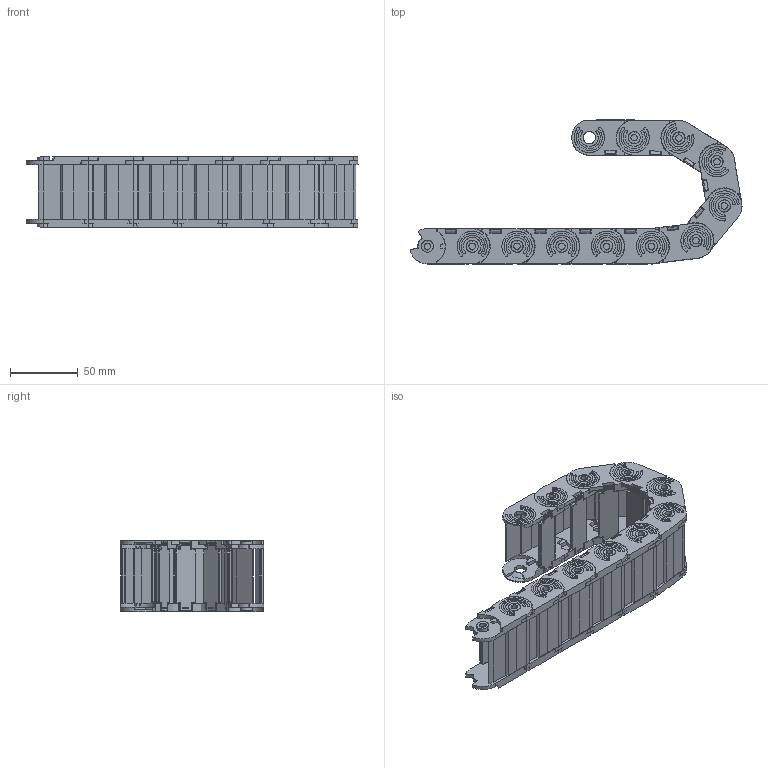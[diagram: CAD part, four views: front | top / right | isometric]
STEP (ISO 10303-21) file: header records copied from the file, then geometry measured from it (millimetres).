
FILE_DESCRIPTION (( 'STEP AP214' ), '1' );
FILE_NAME ('CK20-Y040-R040-J.STEP', '2019-09-02T13:28:19', ( '' ), ( '' ), 'SwSTEP 2.0', 'SolidWorks 2017', '' );
FILE_SCHEMA (( 'AUTOMOTIVE_DESIGN' ));
Length unit declared in the file: millimetre
Products named in the file (2): CK20-Y040-R040-J; CK20-Y040-R040
Assembly tree (11 placements, depth 2):
  CK20-Y040-R040-J
    CK20-Y040-R040  x11
Bounding box: 244.43 x 106 x 52.4 mm (x, y, z)
Surface area: 137596.3 mm2 (no closed solid volume)
Topology: 0 solids, 22 shells, 2761 faces, 7623 edges, 4785 vertices
Faces by surface type: plane 1188, cylinder 1133, bspline 440
Entity records: 11588 total; most frequent: CARTESIAN_POINT 5665, ORIENTED_EDGE 1362, DIRECTION 981, EDGE_CURVE 682, VERTEX_POINT 435, LINE 375, VECTOR 375, AXIS2_PLACEMENT_3D 303
